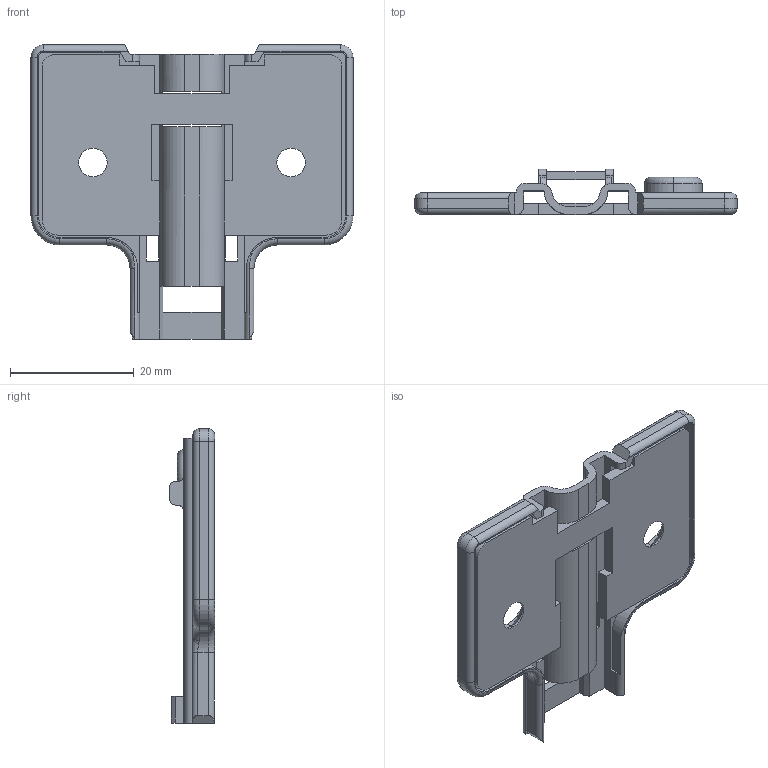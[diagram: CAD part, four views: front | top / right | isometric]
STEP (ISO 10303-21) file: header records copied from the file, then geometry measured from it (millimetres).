
FILE_DESCRIPTION (( 'STEP AP214' ), '1' );
FILE_NAME ('F000043_3D.step', '2022-06-06T12:16:56', ( '' ), ( '' ), 'SwSTEP 2.0', 'SolidWorks 2020', '' );
FILE_SCHEMA (( 'AUTOMOTIVE_DESIGN' ));
Length unit declared in the file: millimetre
Products named in the file (1): F000043_3D
Bounding box: 52 x 7.3 x 47.5 mm (x, y, z)
Volume: 4665.1 mm3; surface area: 7504.2 mm2
Topology: 2 solids, 2 shells, 214 faces, 598 edges, 382 vertices
Faces by surface type: plane 124, cylinder 66, torus 18, cone 4, bspline 2
Entity records: 7017 total; most frequent: CARTESIAN_POINT 1369, ORIENTED_EDGE 1196, DIRECTION 1170, EDGE_CURVE 598, VECTOR 408, LINE 408, VERTEX_POINT 382, AXIS2_PLACEMENT_3D 381
